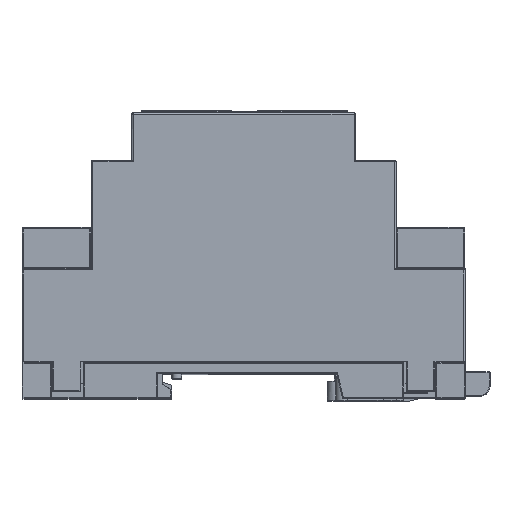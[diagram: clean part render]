
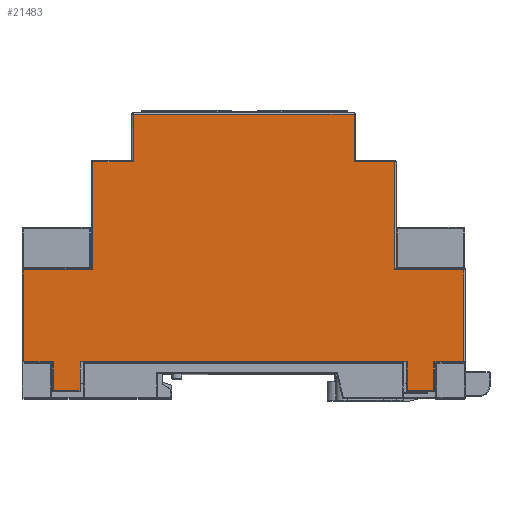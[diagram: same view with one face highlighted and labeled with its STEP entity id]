
A CAD part, top view. The second image highlights one B-rep face of the part: STEP entity #21483.
In plain terms, the highlighted planar face has unit normal (0, 0, 1).
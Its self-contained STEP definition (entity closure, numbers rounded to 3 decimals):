
#750=LINE('',#32064,#3005);
#759=LINE('',#32083,#3014);
#1009=LINE('',#32746,#3264);
#1011=LINE('',#32754,#3266);
#1014=LINE('',#32760,#3269);
#1015=LINE('',#32763,#3270);
#1016=LINE('',#32765,#3271);
#1017=LINE('',#32767,#3272);
#1018=LINE('',#32769,#3273);
#1019=LINE('',#32771,#3274);
#1020=LINE('',#32773,#3275);
#1021=LINE('',#32775,#3276);
#1022=LINE('',#32777,#3277);
#1023=LINE('',#32779,#3278);
#1024=LINE('',#32781,#3279);
#1025=LINE('',#32783,#3280);
#1026=LINE('',#32784,#3281);
#1027=LINE('',#32786,#3282);
#1028=LINE('',#32788,#3283);
#1029=LINE('',#32789,#3284);
#3005=VECTOR('',#25370,6.1);
#3014=VECTOR('',#25387,6.1);
#3264=VECTOR('',#26031,5.8);
#3266=VECTOR('',#26039,5.4);
#3269=VECTOR('',#26046,5.8);
#3270=VECTOR('',#26049,66.6);
#3271=VECTOR('',#26050,18.7);
#3272=VECTOR('',#26051,14.1);
#3273=VECTOR('',#26052,22.);
#3274=VECTOR('',#26053,8.25);
#3275=VECTOR('',#26054,9.7);
#3276=VECTOR('',#26055,44.9);
#3277=VECTOR('',#26056,9.7);
#3278=VECTOR('',#26057,8.25);
#3279=VECTOR('',#26058,22.);
#3280=VECTOR('',#26059,14.1);
#3281=VECTOR('',#26060,18.7);
#3282=VECTOR('',#26061,5.8);
#3283=VECTOR('',#26062,5.4);
#3284=VECTOR('',#26063,5.8);
#5107=PLANE('',#22891);
#5893=FACE_OUTER_BOUND('',#7151,.T.);
#7151=EDGE_LOOP('',(#15529,#15530,#15531,#15532,#15533,#15534,#15535,#15536,
#15537,#15538,#15539,#15540,#15541,#15542,#15543,#15544,#15545,#15546,#15547,
#15548));
#9238=VERTEX_POINT('',#32061);
#9239=VERTEX_POINT('',#32063);
#9244=VERTEX_POINT('',#32080);
#9245=VERTEX_POINT('',#32082);
#9460=VERTEX_POINT('',#32744);
#9461=VERTEX_POINT('',#32745);
#9464=VERTEX_POINT('',#32753);
#9466=VERTEX_POINT('',#32762);
#9467=VERTEX_POINT('',#32764);
#9468=VERTEX_POINT('',#32766);
#9469=VERTEX_POINT('',#32768);
#9470=VERTEX_POINT('',#32770);
#9471=VERTEX_POINT('',#32772);
#9472=VERTEX_POINT('',#32774);
#9473=VERTEX_POINT('',#32776);
#9474=VERTEX_POINT('',#32778);
#9475=VERTEX_POINT('',#32780);
#9476=VERTEX_POINT('',#32782);
#9477=VERTEX_POINT('',#32785);
#9478=VERTEX_POINT('',#32787);
#11355=EDGE_CURVE('',#9239,#9238,#750,.T.);
#11366=EDGE_CURVE('',#9244,#9245,#759,.T.);
#11705=EDGE_CURVE('',#9460,#9461,#1009,.T.);
#11709=EDGE_CURVE('',#9464,#9460,#1011,.T.);
#11713=EDGE_CURVE('',#9239,#9464,#1014,.T.);
#11714=EDGE_CURVE('',#9461,#9466,#1015,.T.);
#11715=EDGE_CURVE('',#9467,#9238,#1016,.T.);
#11716=EDGE_CURVE('',#9468,#9467,#1017,.T.);
#11717=EDGE_CURVE('',#9469,#9468,#1018,.T.);
#11718=EDGE_CURVE('',#9470,#9469,#1019,.T.);
#11719=EDGE_CURVE('',#9471,#9470,#1020,.T.);
#11720=EDGE_CURVE('',#9472,#9471,#1021,.T.);
#11721=EDGE_CURVE('',#9473,#9472,#1022,.T.);
#11722=EDGE_CURVE('',#9474,#9473,#1023,.T.);
#11723=EDGE_CURVE('',#9475,#9474,#1024,.T.);
#11724=EDGE_CURVE('',#9476,#9475,#1025,.T.);
#11725=EDGE_CURVE('',#9245,#9476,#1026,.T.);
#11726=EDGE_CURVE('',#9477,#9244,#1027,.T.);
#11727=EDGE_CURVE('',#9478,#9477,#1028,.T.);
#11728=EDGE_CURVE('',#9466,#9478,#1029,.T.);
#15529=ORIENTED_EDGE('',*,*,#11714,.F.);
#15530=ORIENTED_EDGE('',*,*,#11705,.F.);
#15531=ORIENTED_EDGE('',*,*,#11709,.F.);
#15532=ORIENTED_EDGE('',*,*,#11713,.F.);
#15533=ORIENTED_EDGE('',*,*,#11355,.T.);
#15534=ORIENTED_EDGE('',*,*,#11715,.F.);
#15535=ORIENTED_EDGE('',*,*,#11716,.F.);
#15536=ORIENTED_EDGE('',*,*,#11717,.F.);
#15537=ORIENTED_EDGE('',*,*,#11718,.F.);
#15538=ORIENTED_EDGE('',*,*,#11719,.F.);
#15539=ORIENTED_EDGE('',*,*,#11720,.F.);
#15540=ORIENTED_EDGE('',*,*,#11721,.F.);
#15541=ORIENTED_EDGE('',*,*,#11722,.F.);
#15542=ORIENTED_EDGE('',*,*,#11723,.F.);
#15543=ORIENTED_EDGE('',*,*,#11724,.F.);
#15544=ORIENTED_EDGE('',*,*,#11725,.F.);
#15545=ORIENTED_EDGE('',*,*,#11366,.F.);
#15546=ORIENTED_EDGE('',*,*,#11726,.F.);
#15547=ORIENTED_EDGE('',*,*,#11727,.F.);
#15548=ORIENTED_EDGE('',*,*,#11728,.F.);
#21483=ADVANCED_FACE('',(#5893),#5107,.T.);
#22891=AXIS2_PLACEMENT_3D('',#32761,#26047,#26048);
#25370=DIRECTION('',(1.,0.,0.));
#25387=DIRECTION('',(-1.,0.,0.));
#26031=DIRECTION('',(0.,1.,0.));
#26039=DIRECTION('',(-1.,0.,0.));
#26046=DIRECTION('',(0.,-1.,0.));
#26047=DIRECTION('center_axis',(0.,0.,1.));
#26048=DIRECTION('ref_axis',(1.,0.,0.));
#26049=DIRECTION('',(-1.,0.,0.));
#26050=DIRECTION('',(0.,-1.,0.));
#26051=DIRECTION('',(1.,0.,0.));
#26052=DIRECTION('',(0.,-1.,0.));
#26053=DIRECTION('',(1.,0.,0.));
#26054=DIRECTION('',(0.,-1.,0.));
#26055=DIRECTION('',(1.,0.,0.));
#26056=DIRECTION('',(0.,1.,0.));
#26057=DIRECTION('',(1.,0.,0.));
#26058=DIRECTION('',(0.,1.,0.));
#26059=DIRECTION('',(1.,0.,0.));
#26060=DIRECTION('',(0.,1.,0.));
#26061=DIRECTION('',(0.,1.,0.));
#26062=DIRECTION('',(-1.,0.,0.));
#26063=DIRECTION('',(0.,-1.,0.));
#32061=CARTESIAN_POINT('',(44.8,-25.35,106.));
#32063=CARTESIAN_POINT('',(38.7,-25.35,106.));
#32064=CARTESIAN_POINT('',(-45.1,-25.35,106.));
#32080=CARTESIAN_POINT('',(-38.7,-25.35,106.));
#32082=CARTESIAN_POINT('',(-44.8,-25.35,106.));
#32083=CARTESIAN_POINT('',(-22.55,-25.35,106.));
#32744=CARTESIAN_POINT('',(33.3,-31.15,106.));
#32745=CARTESIAN_POINT('',(33.3,-25.35,106.));
#32746=CARTESIAN_POINT('',(33.3,-17.545,106.));
#32753=CARTESIAN_POINT('',(38.7,-31.15,106.));
#32754=CARTESIAN_POINT('',(19.45,-31.15,106.));
#32760=CARTESIAN_POINT('',(38.7,-14.545,106.));
#32761=CARTESIAN_POINT('Origin',(0.,-3.74,
106.));
#32762=CARTESIAN_POINT('',(-33.3,-25.35,106.));
#32763=CARTESIAN_POINT('',(-22.55,-25.35,106.));
#32764=CARTESIAN_POINT('',(44.8,-6.65,106.));
#32765=CARTESIAN_POINT('',(44.8,-14.545,106.));
#32766=CARTESIAN_POINT('',(30.7,-6.65,106.));
#32767=CARTESIAN_POINT('',(15.5,-6.65,106.));
#32768=CARTESIAN_POINT('',(30.7,15.35,106.));
#32769=CARTESIAN_POINT('',(30.7,5.955,106.));
#32770=CARTESIAN_POINT('',(22.45,15.35,106.));
#32771=CARTESIAN_POINT('',(11.375,15.35,106.));
#32772=CARTESIAN_POINT('',(22.45,25.05,106.));
#32773=CARTESIAN_POINT('',(22.45,10.805,106.));
#32774=CARTESIAN_POINT('',(-22.45,25.05,106.));
#32775=CARTESIAN_POINT('',(-11.375,25.05,106.));
#32776=CARTESIAN_POINT('',(-22.45,15.35,106.));
#32777=CARTESIAN_POINT('',(-22.45,5.955,106.));
#32778=CARTESIAN_POINT('',(-30.7,15.35,106.));
#32779=CARTESIAN_POINT('',(-15.5,15.35,106.));
#32780=CARTESIAN_POINT('',(-30.7,-6.65,106.));
#32781=CARTESIAN_POINT('',(-30.7,-5.045,106.));
#32782=CARTESIAN_POINT('',(-44.8,-6.65,106.));
#32783=CARTESIAN_POINT('',(-22.55,-6.65,106.));
#32784=CARTESIAN_POINT('',(-44.8,-5.045,106.));
#32785=CARTESIAN_POINT('',(-38.7,-31.15,106.));
#32786=CARTESIAN_POINT('',(-38.7,-17.545,106.));
#32787=CARTESIAN_POINT('',(-33.3,-31.15,106.));
#32788=CARTESIAN_POINT('',(-16.55,-31.15,106.));
#32789=CARTESIAN_POINT('',(-33.3,-14.545,106.));
